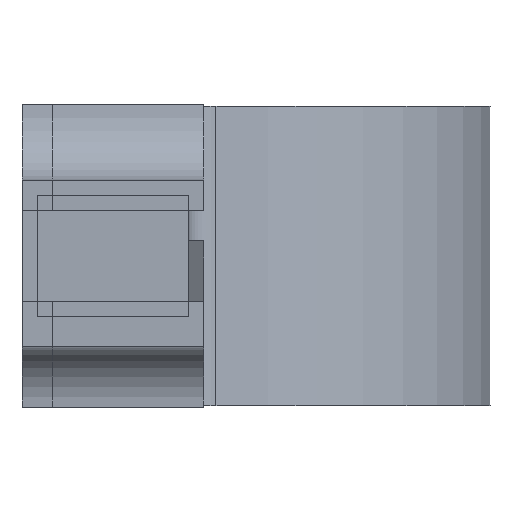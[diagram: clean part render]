
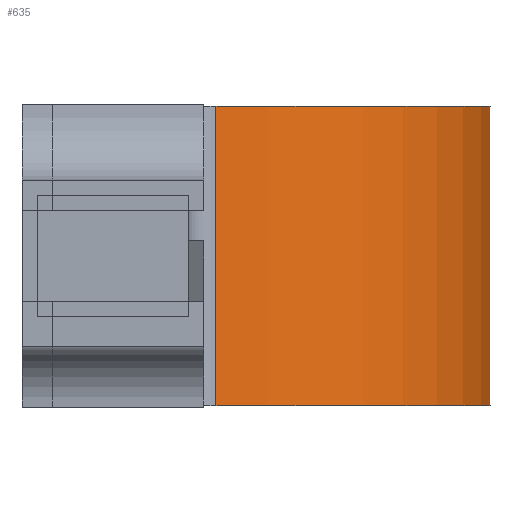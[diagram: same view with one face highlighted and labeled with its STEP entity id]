
A CAD part, front view. The second image highlights one B-rep face of the part: STEP entity #635.
In plain terms, the highlighted cylindrical face has radius 1 mm (diameter 2 mm), a partial arc.
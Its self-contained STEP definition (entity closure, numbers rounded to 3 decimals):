
#425 = EDGE_CURVE('',#426,#428,#430,.T.);
#426 = VERTEX_POINT('',#427);
#427 = CARTESIAN_POINT('',(0.591,0.504,0.995));
#428 = VERTEX_POINT('',#429);
#429 = CARTESIAN_POINT('',(0.591,2.496,0.995));
#430 = CIRCLE('',#431,1.);
#431 = AXIS2_PLACEMENT_3D('',#432,#433,#434);
#432 = CARTESIAN_POINT('',(0.5,1.5,0.995));
#433 = DIRECTION('',(-0.,0.,1.));
#434 = DIRECTION('',(0.,-1.,0.));
#615 = VERTEX_POINT('',#616);
#616 = CARTESIAN_POINT('',(0.591,2.496,0.005));
#623 = EDGE_CURVE('',#615,#428,#624,.T.);
#624 = LINE('',#625,#626);
#625 = CARTESIAN_POINT('',(0.591,2.496,0.005));
#626 = VECTOR('',#627,1.);
#627 = DIRECTION('',(0.,0.,1.));
#635 = ADVANCED_FACE('',(#636),#655,.T.);
#636 = FACE_BOUND('',#637,.F.);
#637 = EDGE_LOOP('',(#638,#647,#653,#654));
#638 = ORIENTED_EDGE('',*,*,#639,.F.);
#639 = EDGE_CURVE('',#640,#615,#642,.T.);
#640 = VERTEX_POINT('',#641);
#641 = CARTESIAN_POINT('',(0.591,0.504,0.005));
#642 = CIRCLE('',#643,1.);
#643 = AXIS2_PLACEMENT_3D('',#644,#645,#646);
#644 = CARTESIAN_POINT('',(0.5,1.5,0.005));
#645 = DIRECTION('',(-0.,0.,1.));
#646 = DIRECTION('',(0.,-1.,0.));
#647 = ORIENTED_EDGE('',*,*,#648,.T.);
#648 = EDGE_CURVE('',#640,#426,#649,.T.);
#649 = LINE('',#650,#651);
#650 = CARTESIAN_POINT('',(0.591,0.504,0.005));
#651 = VECTOR('',#652,1.);
#652 = DIRECTION('',(0.,0.,1.));
#653 = ORIENTED_EDGE('',*,*,#425,.T.);
#654 = ORIENTED_EDGE('',*,*,#623,.F.);
#655 = CYLINDRICAL_SURFACE('',#656,1.);
#656 = AXIS2_PLACEMENT_3D('',#657,#658,#659);
#657 = CARTESIAN_POINT('',(0.5,1.5,0.005));
#658 = DIRECTION('',(-0.,0.,-1.));
#659 = DIRECTION('',(0.,-1.,0.));
